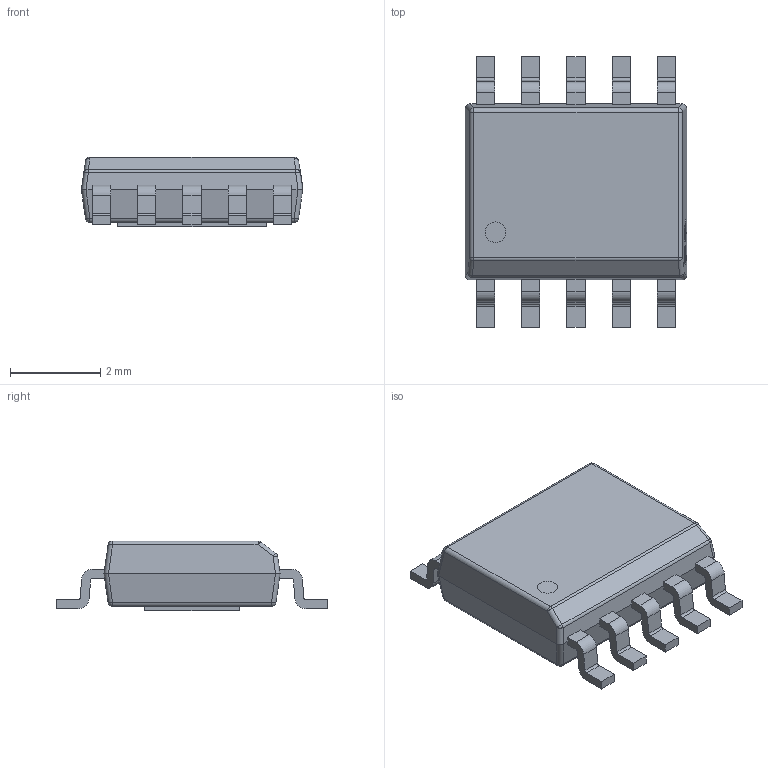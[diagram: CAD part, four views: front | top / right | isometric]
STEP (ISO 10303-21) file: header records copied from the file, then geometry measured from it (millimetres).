
FILE_DESCRIPTION (( 'STEP AP214' ), '1' );
FILE_NAME ('ESSOP-10_L4.9-W3.9-P1.00-LS6.0-BL-EP.STEP', '2023-01-30T02:03:44', ( 'PC' ), ( 'Microsoft' ), 'SwSTEP 2.0', 'SolidWorks 2020', '' );
FILE_SCHEMA (( 'AUTOMOTIVE_DESIGN' ));
Length unit declared in the file: millimetre
Products named in the file (1): ESSOP-10_L4.9-W3.9-P1.00-LS6.0-BL-EP
Bounding box: 4.9 x 6 x 1.55 mm (x, y, z)
Volume: 28.1 mm3; surface area: 78 mm2
Topology: 1 solids, 1 shells, 402 faces, 1099 edges, 720 vertices
Faces by surface type: plane 233, bspline 98, cylinder 61, sphere 10
Entity records: 17581 total; most frequent: CARTESIAN_POINT 3540, ORIENTED_EDGE 2198, DIRECTION 1619, EDGE_CURVE 1099, LINE 781, VECTOR 781, VERTEX_POINT 720, EDGE_LOOP 423
